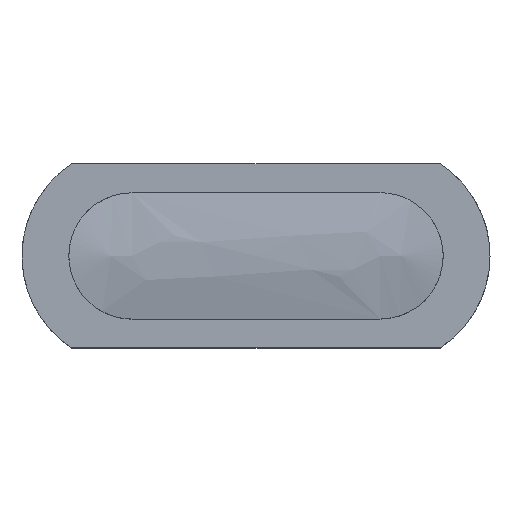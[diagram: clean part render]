
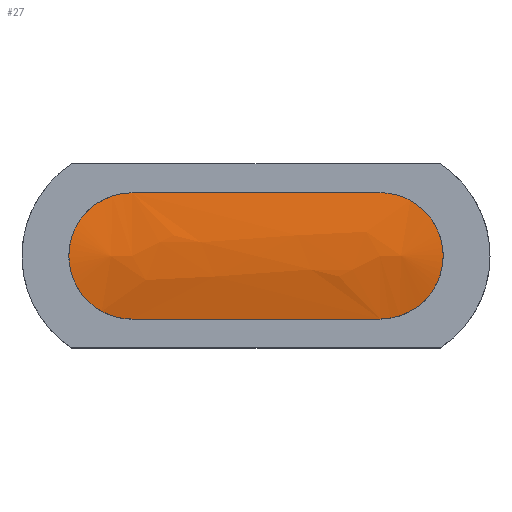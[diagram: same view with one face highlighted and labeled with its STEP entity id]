
A CAD part, top view. The second image highlights one B-rep face of the part: STEP entity #27.
In plain terms, the highlighted free-form (B-spline) face has degree [2, 1] with [5, 2] control points.
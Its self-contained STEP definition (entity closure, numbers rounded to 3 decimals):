
#27=ADVANCED_FACE('',(#44),#267,.T.);
#44=FACE_OUTER_BOUND('',#61,.T.);
#61=EDGE_LOOP('',(#81,#82,#83,#84));
#81=ORIENTED_EDGE('',*,*,#157,.T.);
#82=ORIENTED_EDGE('',*,*,#167,.T.);
#83=ORIENTED_EDGE('',*,*,#158,.T.);
#84=ORIENTED_EDGE('',*,*,#168,.T.);
#157=EDGE_CURVE('',#233,#234,#205,.T.);
#158=EDGE_CURVE('',#235,#236,#206,.T.);
#167=EDGE_CURVE('',#234,#235,#198,.T.);
#168=EDGE_CURVE('',#236,#233,#199,.T.);
#198=B_SPLINE_CURVE_WITH_KNOTS('',1,(#544,#545),.UNSPECIFIED.,.F.,.F.,(2,
2),(13.363,25.06),.UNSPECIFIED.);
#199=B_SPLINE_CURVE_WITH_KNOTS('',3,(#546,#547,#548,#549),.UNSPECIFIED.,
 .F.,.F.,(4,4),(38.423,50.12),.UNSPECIFIED.);
#205=(
BOUNDED_CURVE()
B_SPLINE_CURVE(3,(#453,#454,#455,#456,#457,#458,#459,#460,#461,#462,#463,
#464,#465,#466,#467,#468,#469,#470,#471,#472,#473,#474,#475,#476,#477,#478,
#479,#480,#481,#482,#483),.UNSPECIFIED.,.F.,.F.)
B_SPLINE_CURVE_WITH_KNOTS((4,3,3,3,3,3,3,3,3,3,4),(0.,0.693,
1.386,2.773,4.161,5.552,6.943,
8.332,9.719,10.412,11.105),
 .UNSPECIFIED.)
CURVE()
GEOMETRIC_REPRESENTATION_ITEM()
RATIONAL_B_SPLINE_CURVE((1.,1.,1.,1.,1.,1.,1.,1.,1.,1.,1.,1.,1.,1.,1.,1.,
1.,1.,1.,1.,1.,
1.,1.,1.,1.,1.,
1.,1.,1.,1.,1.))
REPRESENTATION_ITEM('')
);
#206=(
BOUNDED_CURVE()
B_SPLINE_CURVE(3,(#484,#485,#486,#487,#488,#489,#490,#491,#492,#493,#494,
#495,#496,#497,#498,#499,#500,#501,#502,#503,#504,#505,#506,#507,#508,#509,
#510,#511,#512,#513,#514,#515,#516,#517),.UNSPECIFIED.,.F.,.F.)
B_SPLINE_CURVE_WITH_KNOTS((4,3,3,3,3,3,3,3,3,3,3,4),(0.,0.693,
1.386,2.773,4.161,5.552,6.943,
8.331,9.717,10.41,11.103,11.105),
 .UNSPECIFIED.)
CURVE()
GEOMETRIC_REPRESENTATION_ITEM()
RATIONAL_B_SPLINE_CURVE((1.,1.,1.,1.,1.,1.,1.,1.,1.,1.,1.,1.,1.,1.,1.,1.,
1.,1.,1.,1.,1.,
1.,1.,1.,1.,1.,
1.,1.,1.,1.,1.,
1.,1.,1.))
REPRESENTATION_ITEM('')
);
#233=VERTEX_POINT('',#427);
#234=VERTEX_POINT('',#428);
#235=VERTEX_POINT('',#429);
#236=VERTEX_POINT('',#430);
#267=(
BOUNDED_SURFACE()
B_SPLINE_SURFACE(2,1,((#312,#313),(#314,#315),(#316,#317),(#318,#319),(#320,
#321)),.UNSPECIFIED.,.F.,.F.,.F.)
B_SPLINE_SURFACE_WITH_KNOTS((3,2,3),(2,2),(-206.3,-200.811,
-195.321),(0.,31.001),.UNSPECIFIED.)
GEOMETRIC_REPRESENTATION_ITEM()
RATIONAL_B_SPLINE_SURFACE(((0.87,0.87),(0.903,
0.903),(1.,1.),(0.903,0.903),(0.87,
0.87)))
REPRESENTATION_ITEM('')
SURFACE()
);
#312=CARTESIAN_POINT('',(-18.519,-5.616,9.776));
#313=CARTESIAN_POINT('',(-49.52,-5.616,9.776));
#314=CARTESIAN_POINT('',(-18.519,-2.999,11.05));
#315=CARTESIAN_POINT('',(-49.52,-2.999,11.05));
#316=CARTESIAN_POINT('',(-18.519,0.,11.05));
#317=CARTESIAN_POINT('',(-49.52,0.,11.05));
#318=CARTESIAN_POINT('',(-18.519,2.999,11.05));
#319=CARTESIAN_POINT('',(-49.52,2.999,11.05));
#320=CARTESIAN_POINT('',(-18.519,5.616,9.776));
#321=CARTESIAN_POINT('',(-49.52,5.616,9.776));
#427=CARTESIAN_POINT('',(-27.143,-3.5,10.576));
#428=CARTESIAN_POINT('',(-27.143,3.5,10.576));
#429=CARTESIAN_POINT('',(-40.893,3.5,10.576));
#430=CARTESIAN_POINT('',(-40.893,-3.5,10.576));
#453=CARTESIAN_POINT('',(-27.143,-3.5,10.576));
#454=CARTESIAN_POINT('',(-26.913,-3.5,10.576));
#455=CARTESIAN_POINT('',(-26.683,-3.477,10.582));
#456=CARTESIAN_POINT('',(-26.457,-3.432,10.594));
#457=CARTESIAN_POINT('',(-26.232,-3.387,10.607));
#458=CARTESIAN_POINT('',(-26.012,-3.32,10.625));
#459=CARTESIAN_POINT('',(-25.8,-3.232,10.647));
#460=CARTESIAN_POINT('',(-25.376,-3.056,10.692));
#461=CARTESIAN_POINT('',(-24.992,-2.798,10.754));
#462=CARTESIAN_POINT('',(-24.668,-2.475,10.816));
#463=CARTESIAN_POINT('',(-24.345,-2.152,10.878));
#464=CARTESIAN_POINT('',(-24.088,-1.768,10.938));
#465=CARTESIAN_POINT('',(-23.911,-1.343,10.982));
#466=CARTESIAN_POINT('',(-23.735,-0.918,11.025));
#467=CARTESIAN_POINT('',(-23.643,-0.462,11.05));
#468=CARTESIAN_POINT('',(-23.643,0.,11.05));
#469=CARTESIAN_POINT('',(-23.643,0.462,11.05));
#470=CARTESIAN_POINT('',(-23.735,0.918,11.025));
#471=CARTESIAN_POINT('',(-23.911,1.343,10.982));
#472=CARTESIAN_POINT('',(-24.088,1.768,10.938));
#473=CARTESIAN_POINT('',(-24.345,2.152,10.878));
#474=CARTESIAN_POINT('',(-24.668,2.475,10.816));
#475=CARTESIAN_POINT('',(-24.992,2.798,10.754));
#476=CARTESIAN_POINT('',(-25.376,3.056,10.692));
#477=CARTESIAN_POINT('',(-25.8,3.232,10.647));
#478=CARTESIAN_POINT('',(-26.012,3.32,10.625));
#479=CARTESIAN_POINT('',(-26.232,3.387,10.607));
#480=CARTESIAN_POINT('',(-26.457,3.432,10.594));
#481=CARTESIAN_POINT('',(-26.683,3.477,10.582));
#482=CARTESIAN_POINT('',(-26.913,3.5,10.576));
#483=CARTESIAN_POINT('',(-27.143,3.5,10.576));
#484=CARTESIAN_POINT('',(-40.893,3.5,10.576));
#485=CARTESIAN_POINT('',(-41.124,3.5,10.576));
#486=CARTESIAN_POINT('',(-41.353,3.477,10.582));
#487=CARTESIAN_POINT('',(-41.579,3.432,10.594));
#488=CARTESIAN_POINT('',(-41.805,3.387,10.607));
#489=CARTESIAN_POINT('',(-42.025,3.32,10.625));
#490=CARTESIAN_POINT('',(-42.237,3.232,10.647));
#491=CARTESIAN_POINT('',(-42.661,3.056,10.692));
#492=CARTESIAN_POINT('',(-43.045,2.798,10.754));
#493=CARTESIAN_POINT('',(-43.368,2.475,10.816));
#494=CARTESIAN_POINT('',(-43.691,2.152,10.878));
#495=CARTESIAN_POINT('',(-43.949,1.768,10.938));
#496=CARTESIAN_POINT('',(-44.125,1.343,10.982));
#497=CARTESIAN_POINT('',(-44.302,0.918,11.025));
#498=CARTESIAN_POINT('',(-44.393,0.462,11.05));
#499=CARTESIAN_POINT('',(-44.393,0.,11.05));
#500=CARTESIAN_POINT('',(-44.393,-0.462,11.05));
#501=CARTESIAN_POINT('',(-44.302,-0.918,11.025));
#502=CARTESIAN_POINT('',(-44.125,-1.343,10.982));
#503=CARTESIAN_POINT('',(-43.949,-1.767,10.938));
#504=CARTESIAN_POINT('',(-43.692,-2.151,10.878));
#505=CARTESIAN_POINT('',(-43.369,-2.474,10.816));
#506=CARTESIAN_POINT('',(-43.046,-2.797,10.754));
#507=CARTESIAN_POINT('',(-42.662,-3.055,10.692));
#508=CARTESIAN_POINT('',(-42.238,-3.231,10.647));
#509=CARTESIAN_POINT('',(-42.027,-3.319,10.625));
#510=CARTESIAN_POINT('',(-41.807,-3.387,10.607));
#511=CARTESIAN_POINT('',(-41.581,-3.432,10.594));
#512=CARTESIAN_POINT('',(-41.356,-3.477,10.582));
#513=CARTESIAN_POINT('',(-41.126,-3.5,10.576));
#514=CARTESIAN_POINT('',(-40.896,-3.5,10.576));
#515=CARTESIAN_POINT('',(-40.895,-3.5,10.576));
#516=CARTESIAN_POINT('',(-40.894,-3.5,10.576));
#517=CARTESIAN_POINT('',(-40.893,-3.5,10.576));
#544=CARTESIAN_POINT('',(-27.143,3.5,10.576));
#545=CARTESIAN_POINT('',(-40.893,3.5,10.576));
#546=CARTESIAN_POINT('',(-40.893,-3.5,10.576));
#547=CARTESIAN_POINT('',(-36.31,-3.5,10.576));
#548=CARTESIAN_POINT('',(-31.727,-3.5,10.576));
#549=CARTESIAN_POINT('',(-27.143,-3.5,10.576));
